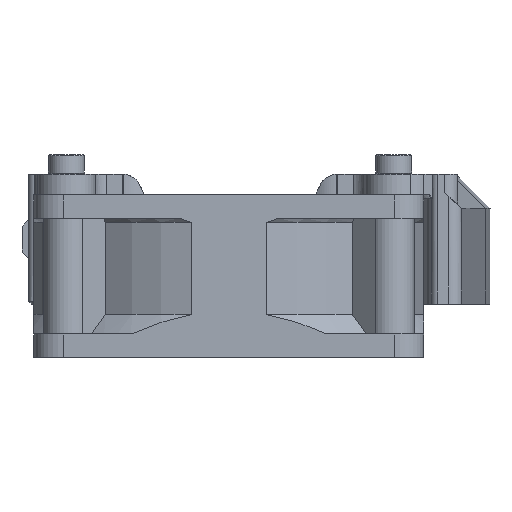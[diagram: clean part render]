
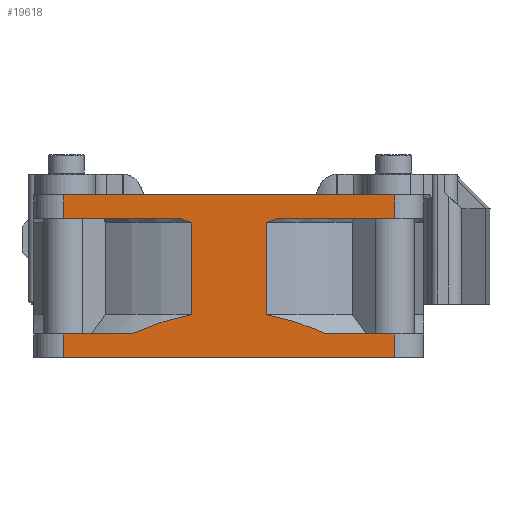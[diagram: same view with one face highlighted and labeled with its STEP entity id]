
A CAD part, left-side view. The second image highlights one B-rep face of the part: STEP entity #19618.
In plain terms, the highlighted face is planar.
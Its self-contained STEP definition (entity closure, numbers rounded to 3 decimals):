
#1271=LINE('',#28086,#2317);
#1276=LINE('',#28111,#2322);
#1281=LINE('',#28128,#2327);
#1293=LINE('',#28214,#2339);
#1298=LINE('',#28228,#2344);
#1323=LINE('',#28350,#2369);
#1324=LINE('',#28356,#2370);
#1325=LINE('',#28358,#2371);
#1326=LINE('',#28360,#2372);
#1327=LINE('',#28362,#2373);
#1328=LINE('',#28364,#2374);
#1329=LINE('',#28369,#2375);
#2317=VECTOR('',#23032,1000.);
#2322=VECTOR('',#23055,1000.);
#2327=VECTOR('',#23072,1000.);
#2339=VECTOR('',#23124,1000.);
#2344=VECTOR('',#23135,1000.);
#2369=VECTOR('',#23200,1000.);
#2370=VECTOR('',#23201,10.);
#2371=VECTOR('',#23202,1000.);
#2372=VECTOR('',#23203,1000.);
#2373=VECTOR('',#23204,1000.);
#2374=VECTOR('',#23205,10.);
#2375=VECTOR('',#23206,1000.);
#3336=PLANE('',#20981);
#3629=(
BOUNDED_CURVE()
B_SPLINE_CURVE(2,(#28170,#28171,#28172),.UNSPECIFIED.,.F.,.F.)
B_SPLINE_CURVE_WITH_KNOTS((3,3),(-1.048,-0.841),
 .UNSPECIFIED.)
CURVE()
GEOMETRIC_REPRESENTATION_ITEM()
RATIONAL_B_SPLINE_CURVE((1.056,1.053,1.049))
REPRESENTATION_ITEM('')
);
#3640=(
BOUNDED_CURVE()
B_SPLINE_CURVE(2,(#28352,#28353,#28354),.UNSPECIFIED.,.F.,.F.)
B_SPLINE_CURVE_WITH_KNOTS((3,3),(0.,0.974),.UNSPECIFIED.)
CURVE()
GEOMETRIC_REPRESENTATION_ITEM()
RATIONAL_B_SPLINE_CURVE((1.,1.011,1.))
REPRESENTATION_ITEM('')
);
#3641=(
BOUNDED_CURVE()
B_SPLINE_CURVE(2,(#28366,#28367,#28368),.UNSPECIFIED.,.F.,.F.)
B_SPLINE_CURVE_WITH_KNOTS((3,3),(0.,0.974),.UNSPECIFIED.)
CURVE()
GEOMETRIC_REPRESENTATION_ITEM()
RATIONAL_B_SPLINE_CURVE((1.,1.011,1.))
REPRESENTATION_ITEM('')
);
#3882=FACE_OUTER_BOUND('',#5052,.T.);
#5052=EDGE_LOOP('',(#13536,#13537,#13538,#13539,#13540,#13541,#13542,#13543,
#13544,#13545,#13546,#13547,#13548,#13549,#13550,#13551));
#7056=B_SPLINE_CURVE_WITH_KNOTS('',3,(#28274,#28275,#28276,#28277,#28278,
#28279,#28280),.UNSPECIFIED.,.F.,.F.,(4,3,4),(0.046,0.047,
0.048),.UNSPECIFIED.);
#8036=VERTEX_POINT('',#28082);
#8038=VERTEX_POINT('',#28085);
#8049=VERTEX_POINT('',#28108);
#8054=VERTEX_POINT('',#28125);
#8064=VERTEX_POINT('',#28161);
#8067=VERTEX_POINT('',#28168);
#8087=VERTEX_POINT('',#28227);
#8095=VERTEX_POINT('',#28273);
#8119=VERTEX_POINT('',#28349);
#8120=VERTEX_POINT('',#28351);
#8121=VERTEX_POINT('',#28355);
#8122=VERTEX_POINT('',#28357);
#8123=VERTEX_POINT('',#28359);
#8124=VERTEX_POINT('',#28361);
#8125=VERTEX_POINT('',#28363);
#8126=VERTEX_POINT('',#28365);
#10122=EDGE_CURVE('',#8038,#8036,#1271,.T.);
#10135=EDGE_CURVE('',#8049,#8038,#1276,.T.);
#10143=EDGE_CURVE('',#8054,#8036,#1281,.T.);
#10156=EDGE_CURVE('',#8067,#8064,#3629,.T.);
#10176=EDGE_CURVE('',#8064,#8054,#1293,.T.);
#10183=EDGE_CURVE('',#8049,#8087,#1298,.T.);
#10195=EDGE_CURVE('',#8087,#8095,#7056,.T.);
#10226=EDGE_CURVE('',#8119,#8067,#1323,.F.);
#10227=EDGE_CURVE('',#8120,#8119,#3640,.T.);
#10228=EDGE_CURVE('',#8121,#8120,#1324,.F.);
#10229=EDGE_CURVE('',#8122,#8121,#1325,.T.);
#10230=EDGE_CURVE('',#8123,#8122,#1326,.T.);
#10231=EDGE_CURVE('',#8123,#8124,#1327,.T.);
#10232=EDGE_CURVE('',#8125,#8124,#1328,.F.);
#10233=EDGE_CURVE('',#8126,#8125,#3641,.T.);
#10234=EDGE_CURVE('',#8095,#8126,#1329,.T.);
#13536=ORIENTED_EDGE('',*,*,#10226,.F.);
#13537=ORIENTED_EDGE('',*,*,#10227,.F.);
#13538=ORIENTED_EDGE('',*,*,#10228,.F.);
#13539=ORIENTED_EDGE('',*,*,#10229,.F.);
#13540=ORIENTED_EDGE('',*,*,#10230,.F.);
#13541=ORIENTED_EDGE('',*,*,#10231,.T.);
#13542=ORIENTED_EDGE('',*,*,#10232,.F.);
#13543=ORIENTED_EDGE('',*,*,#10233,.F.);
#13544=ORIENTED_EDGE('',*,*,#10234,.F.);
#13545=ORIENTED_EDGE('',*,*,#10195,.F.);
#13546=ORIENTED_EDGE('',*,*,#10183,.F.);
#13547=ORIENTED_EDGE('',*,*,#10135,.T.);
#13548=ORIENTED_EDGE('',*,*,#10122,.T.);
#13549=ORIENTED_EDGE('',*,*,#10143,.F.);
#13550=ORIENTED_EDGE('',*,*,#10176,.F.);
#13551=ORIENTED_EDGE('',*,*,#10156,.F.);
#19618=ADVANCED_FACE('',(#3882),#3336,.F.);
#20981=AXIS2_PLACEMENT_3D('',#28348,#23198,#23199);
#23032=DIRECTION('',(-1.,0.,0.));
#23055=DIRECTION('',(0.,0.,-1.));
#23072=DIRECTION('',(0.,0.,-1.));
#23124=DIRECTION('',(-1.,0.,0.));
#23135=DIRECTION('',(-1.,0.,0.));
#23198=DIRECTION('center_axis',(0.,-1.,0.));
#23199=DIRECTION('ref_axis',(0.,0.,-1.));
#23200=DIRECTION('',(0.,0.,1.));
#23201=DIRECTION('',(-1.,0.,0.));
#23202=DIRECTION('',(0.,0.,-1.));
#23203=DIRECTION('',(-1.,0.,0.));
#23204=DIRECTION('',(0.,0.,-1.));
#23205=DIRECTION('',(-1.,0.,0.));
#23206=DIRECTION('',(0.,0.,1.));
#28082=CARTESIAN_POINT('',(-20.377,29.154,-14.649));
#28085=CARTESIAN_POINT('',(30.623,29.154,-14.649));
#28086=CARTESIAN_POINT('',(-20.377,29.154,-14.649));
#28108=CARTESIAN_POINT('',(30.623,29.154,-11.049));
#28111=CARTESIAN_POINT('',(30.623,29.154,10.351));
#28125=CARTESIAN_POINT('',(-20.377,29.154,-11.049));
#28128=CARTESIAN_POINT('',(-20.377,29.154,10.351));
#28161=CARTESIAN_POINT('',(-2.534,29.154,-11.049));
#28168=CARTESIAN_POINT('',(-0.647,29.154,-10.414));
#28170=CARTESIAN_POINT('Ctrl Pts',(-0.647,29.154,
-10.414));
#28171=CARTESIAN_POINT('Ctrl Pts',(-1.584,29.154,-10.687));
#28172=CARTESIAN_POINT('Ctrl Pts',(-2.534,29.154,-11.049));
#28214=CARTESIAN_POINT('',(-20.377,29.154,-11.049));
#28227=CARTESIAN_POINT('',(12.781,29.154,-11.049));
#28228=CARTESIAN_POINT('',(-20.377,29.154,-11.049));
#28273=CARTESIAN_POINT('',(10.894,29.154,-10.414));
#28274=CARTESIAN_POINT('Ctrl Pts',(12.781,29.154,-11.049));
#28275=CARTESIAN_POINT('Ctrl Pts',(12.438,29.154,-10.918));
#28276=CARTESIAN_POINT('Ctrl Pts',(12.093,29.154,-10.795));
#28277=CARTESIAN_POINT('Ctrl Pts',(11.745,29.154,-10.679));
#28278=CARTESIAN_POINT('Ctrl Pts',(11.463,29.154,-10.585));
#28279=CARTESIAN_POINT('Ctrl Pts',(11.18,29.154,-10.497));
#28280=CARTESIAN_POINT('Ctrl Pts',(10.894,29.154,-10.414));
#28348=CARTESIAN_POINT('Origin',(-20.377,29.154,15.351));
#28349=CARTESIAN_POINT('',(-0.647,29.154,3.751));
#28350=CARTESIAN_POINT('',(-0.647,29.154,-14.649));
#28351=CARTESIAN_POINT('',(-9.897,29.154,6.751));
#28352=CARTESIAN_POINT('Ctrl Pts',(-9.897,29.154,6.751));
#28353=CARTESIAN_POINT('Ctrl Pts',(-5.056,29.154,4.584));
#28354=CARTESIAN_POINT('Ctrl Pts',(-0.647,29.154,
3.751));
#28355=CARTESIAN_POINT('',(-20.377,29.154,6.751));
#28356=CARTESIAN_POINT('',(-21.968,29.154,6.751));
#28357=CARTESIAN_POINT('',(-20.377,29.154,10.351));
#28358=CARTESIAN_POINT('',(-20.377,29.154,10.351));
#28359=CARTESIAN_POINT('',(30.623,29.154,10.351));
#28360=CARTESIAN_POINT('',(-20.377,29.154,10.351));
#28361=CARTESIAN_POINT('',(30.623,29.154,6.751));
#28362=CARTESIAN_POINT('',(30.623,29.154,10.351));
#28363=CARTESIAN_POINT('',(20.143,29.154,6.751));
#28364=CARTESIAN_POINT('',(-21.968,29.154,6.751));
#28365=CARTESIAN_POINT('',(10.894,29.154,3.751));
#28366=CARTESIAN_POINT('Ctrl Pts',(10.894,29.154,3.751));
#28367=CARTESIAN_POINT('Ctrl Pts',(15.302,29.154,4.584));
#28368=CARTESIAN_POINT('Ctrl Pts',(20.143,29.154,6.751));
#28369=CARTESIAN_POINT('',(10.894,29.154,-14.649));
